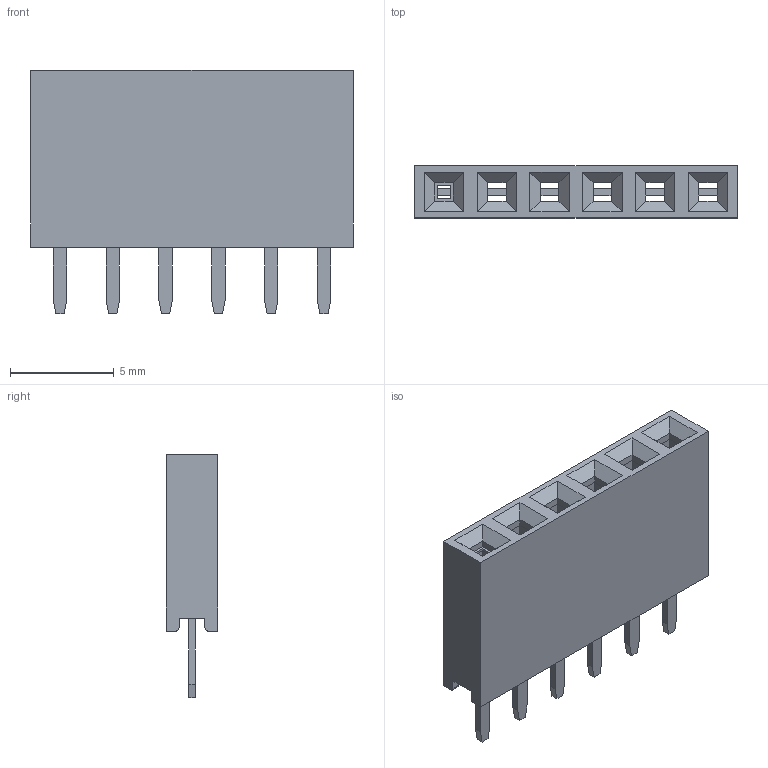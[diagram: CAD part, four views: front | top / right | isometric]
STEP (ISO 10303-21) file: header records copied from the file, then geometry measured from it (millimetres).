
FILE_DESCRIPTION(('FreeCAD Model'),'2;1');
FILE_NAME('1.step', '2017-03-03T22:50:08',('Author'),(''), 'Open CASCADE STEP processor 6.8','FreeCAD','Unknown');
FILE_SCHEMA(('AUTOMOTIVE_DESIGN_CC2 { 1 2 10303 214 -1 1 5 4 }'));
Length unit declared in the file: millimetre
Products named in the file (2): ASSEMBLY; 1
Assembly tree (1 placements, depth 2):
  ASSEMBLY
    1
Bounding box: 15.49 x 2.5 x 11.7 mm (x, y, z)
Volume: 144.7 mm3; surface area: 825.4 mm2
Topology: 1 solids, 1 shells, 220 faces, 622 edges, 400 vertices
Faces by surface type: plane 194, cylinder 26
Entity records: 18966 total; most frequent: CARTESIAN_POINT 4996, DIRECTION 2256, LINE 1658, VECTOR 1658, ORIENTED_EDGE 1244, PCURVE 1244, DEFINITIONAL_REPRESENTATION 1244, EDGE_CURVE 622
